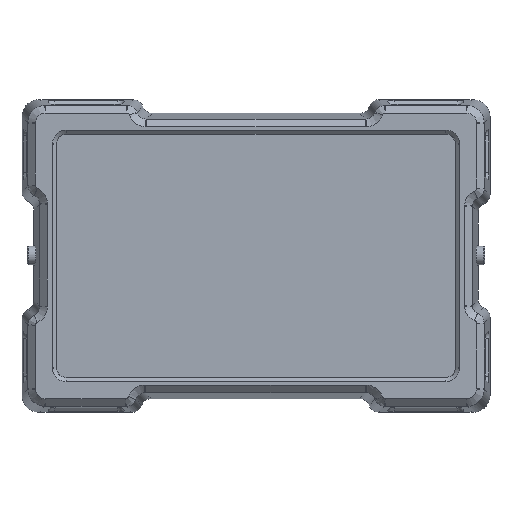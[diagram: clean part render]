
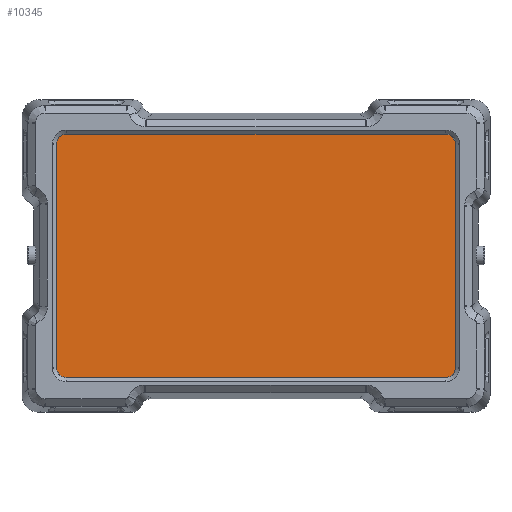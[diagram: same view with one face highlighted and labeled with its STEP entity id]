
A CAD part, top view. The second image highlights one B-rep face of the part: STEP entity #10345.
In plain terms, the highlighted planar face has unit normal (0, 0, 1).
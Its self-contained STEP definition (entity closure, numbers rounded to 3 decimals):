
#901=PLANE('',#11113);
#1355=FACE_OUTER_BOUND('',#2004,.T.);
#2004=EDGE_LOOP('',(#7343,#7344,#7345,#7346));
#2688=LINE('',#14594,#3500);
#2691=LINE('',#14600,#3503);
#2694=LINE('',#14606,#3506);
#2697=LINE('',#14610,#3509);
#3500=VECTOR('',#12168,10.);
#3503=VECTOR('',#12173,10.);
#3506=VECTOR('',#12178,10.);
#3509=VECTOR('',#12183,10.);
#4545=VERTEX_POINT('',#14591);
#4546=VERTEX_POINT('',#14593);
#4548=VERTEX_POINT('',#14599);
#4550=VERTEX_POINT('',#14605);
#5603=EDGE_CURVE('',#4546,#4545,#2688,.T.);
#5606=EDGE_CURVE('',#4548,#4546,#2691,.T.);
#5609=EDGE_CURVE('',#4550,#4548,#2694,.T.);
#5612=EDGE_CURVE('',#4545,#4550,#2697,.T.);
#7343=ORIENTED_EDGE('',*,*,#5612,.T.);
#7344=ORIENTED_EDGE('',*,*,#5609,.T.);
#7345=ORIENTED_EDGE('',*,*,#5606,.T.);
#7346=ORIENTED_EDGE('',*,*,#5603,.T.);
#10345=ADVANCED_FACE('',(#1355),#901,.T.);
#11113=AXIS2_PLACEMENT_3D('',#14611,#12184,#12185);
#12168=DIRECTION('',(-1.,0.,0.));
#12173=DIRECTION('',(0.,1.,0.));
#12178=DIRECTION('',(1.,0.,0.));
#12183=DIRECTION('',(0.,-1.,0.));
#12184=DIRECTION('center_axis',(0.,0.,1.));
#12185=DIRECTION('ref_axis',(1.,0.,0.));
#14591=CARTESIAN_POINT('',(0.,76.,0.2));
#14593=CARTESIAN_POINT('',(121.5,76.,0.2));
#14594=CARTESIAN_POINT('',(121.5,76.,0.2));
#14599=CARTESIAN_POINT('',(121.5,0.,0.2));
#14600=CARTESIAN_POINT('',(121.5,0.,0.2));
#14605=CARTESIAN_POINT('',(0.,0.,0.2));
#14606=CARTESIAN_POINT('',(0.,0.,0.2));
#14610=CARTESIAN_POINT('',(0.,76.,0.2));
#14611=CARTESIAN_POINT('Origin',(60.75,38.,0.2));
